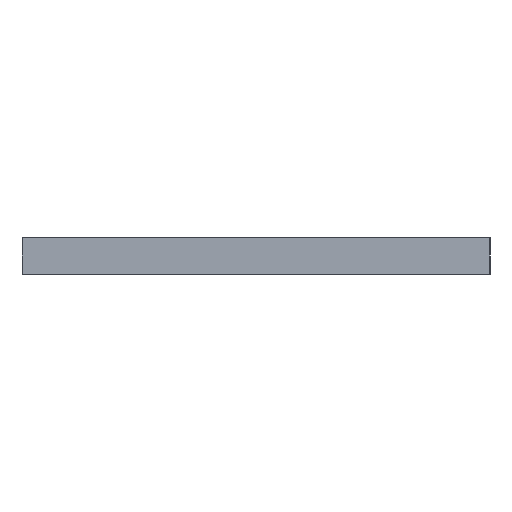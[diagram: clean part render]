
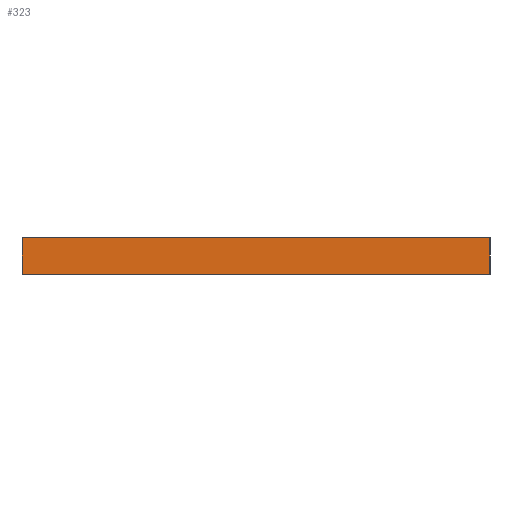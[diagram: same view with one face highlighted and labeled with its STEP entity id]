
A CAD part, left-side view. The second image highlights one B-rep face of the part: STEP entity #323.
In plain terms, the highlighted planar face has unit normal (-1, 0, 0).
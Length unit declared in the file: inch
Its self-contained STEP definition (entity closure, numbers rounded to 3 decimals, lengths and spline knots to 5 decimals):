
#12 = EDGE_CURVE ( 'NONE', #929, #1157, #959, .T. ) ;
#22 = PLANE ( 'NONE',  #322 ) ;
#116 = VECTOR ( 'NONE', #844, 39.37008 ) ;
#145 = DIRECTION ( 'NONE',  ( 0., -1., 0. ) ) ;
#174 = LINE ( 'NONE', #279, #116 ) ;
#185 = DIRECTION ( 'NONE',  ( -1., 0., 0. ) ) ;
#186 = ORIENTED_EDGE ( 'NONE', *, *, #397, .F. ) ;
#189 = EDGE_CURVE ( 'NONE', #418, #1157, #516, .T. ) ;
#197 = CARTESIAN_POINT ( 'NONE',  ( 0., 0., 0. ) ) ;
#204 = CARTESIAN_POINT ( 'NONE',  ( 0., 0., 0. ) ) ;
#240 = CARTESIAN_POINT ( 'NONE',  ( 0., 1.59, 0.25 ) ) ;
#268 = DIRECTION ( 'NONE',  ( 0., 0., 1. ) ) ;
#279 = CARTESIAN_POINT ( 'NONE',  ( 0., 3.18, 0. ) ) ;
#322 = AXIS2_PLACEMENT_3D ( 'NONE', #1002, #185, #268 ) ;
#323 = ADVANCED_FACE ( 'NONE', ( #726 ), #22, .T. ) ;
#331 = VECTOR ( 'NONE', #753, 39.37008 ) ;
#380 = DIRECTION ( 'NONE',  ( 0., 0., -1. ) ) ;
#397 = EDGE_CURVE ( 'NONE', #418, #546, #174, .T. ) ;
#418 = VERTEX_POINT ( 'NONE', #563 ) ;
#445 = EDGE_LOOP ( 'NONE', ( #963, #518, #703, #186 ) ) ;
#516 = LINE ( 'NONE', #859, #834 ) ;
#518 = ORIENTED_EDGE ( 'NONE', *, *, #12, .F. ) ;
#546 = VERTEX_POINT ( 'NONE', #865 ) ;
#563 = CARTESIAN_POINT ( 'NONE',  ( 0., 3.18, 0. ) ) ;
#624 = VECTOR ( 'NONE', #380, 39.37008 ) ;
#629 = EDGE_CURVE ( 'NONE', #546, #929, #716, .T. ) ;
#703 = ORIENTED_EDGE ( 'NONE', *, *, #629, .F. ) ;
#716 = LINE ( 'NONE', #240, #331 ) ;
#726 = FACE_OUTER_BOUND ( 'NONE', #445, .T. ) ;
#753 = DIRECTION ( 'NONE',  ( 0., -1., 0. ) ) ;
#834 = VECTOR ( 'NONE', #145, 39.37008 ) ;
#844 = DIRECTION ( 'NONE',  ( 0., 0., 1. ) ) ;
#859 = CARTESIAN_POINT ( 'NONE',  ( 0., 0., 0. ) ) ;
#865 = CARTESIAN_POINT ( 'NONE',  ( 0., 3.18, 0.25 ) ) ;
#929 = VERTEX_POINT ( 'NONE', #1081 ) ;
#959 = LINE ( 'NONE', #204, #624 ) ;
#963 = ORIENTED_EDGE ( 'NONE', *, *, #189, .T. ) ;
#1002 = CARTESIAN_POINT ( 'NONE',  ( 0., 0., 0. ) ) ;
#1081 = CARTESIAN_POINT ( 'NONE',  ( 0., 0., 0.25 ) ) ;
#1157 = VERTEX_POINT ( 'NONE', #197 ) ;
